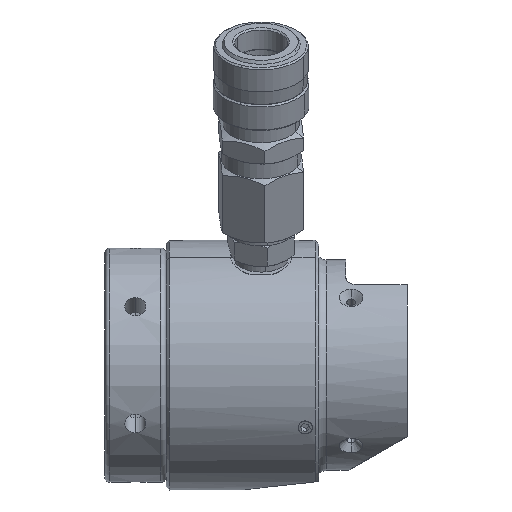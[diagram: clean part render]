
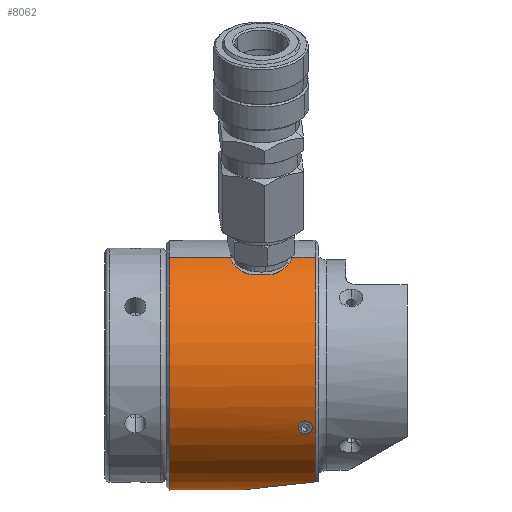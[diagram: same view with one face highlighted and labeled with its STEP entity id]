
A CAD part, left-side view. The second image highlights one B-rep face of the part: STEP entity #8062.
In plain terms, the highlighted cylindrical face has radius 36.75 mm (diameter 73.5 mm), a partial arc.
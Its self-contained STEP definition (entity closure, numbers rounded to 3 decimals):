
#842=CARTESIAN_POINT('',(0.,70.,0.));
#843=DIRECTION('',(0.,1.,0.));
#844=DIRECTION('',(0.5,0.,-0.866));
#845=AXIS2_PLACEMENT_3D('',#842,#843,#844);
#847=DIRECTION('',(0.,1.,0.));
#848=VECTOR('',#847,18.);
#849=CARTESIAN_POINT('',(-18.375,52.,31.826));
#850=LINE('',#849,#848);
#851=CARTESIAN_POINT('',(-25.249,45.915,26.703));
#852=CARTESIAN_POINT('',(-25.095,46.519,26.849));
#853=CARTESIAN_POINT('',(-24.698,47.651,27.219));
#854=CARTESIAN_POINT('',(-23.839,49.156,27.979));
#855=CARTESIAN_POINT('',(-22.728,50.4,28.893));
#856=CARTESIAN_POINT('',(-21.411,51.319,29.886));
#857=CARTESIAN_POINT('',(-19.939,51.877,30.888));
#858=CARTESIAN_POINT('',(-18.908,52.,31.519));
#859=CARTESIAN_POINT('',(-18.375,52.,31.826));
#861=DIRECTION('',(0.,1.,0.));
#862=VECTOR('',#861,5.831);
#863=CARTESIAN_POINT('',(-25.249,40.085,26.703));
#864=LINE('',#863,#862);
#865=CARTESIAN_POINT('',(-18.375,34.,31.826));
#866=CARTESIAN_POINT('',(-18.907,34.,31.519));
#867=CARTESIAN_POINT('',(-19.937,34.124,30.89));
#868=CARTESIAN_POINT('',(-21.412,34.68,29.885));
#869=CARTESIAN_POINT('',(-22.727,35.601,28.894));
#870=CARTESIAN_POINT('',(-23.828,36.829,27.989));
#871=CARTESIAN_POINT('',(-24.701,38.349,27.217));
#872=CARTESIAN_POINT('',(-25.095,39.481,26.849));
#873=CARTESIAN_POINT('',(-25.249,40.085,26.703));
#875=DIRECTION('',(0.,1.,0.));
#876=VECTOR('',#875,7.);
#877=CARTESIAN_POINT('',(-18.375,27.,31.826));
#878=LINE('',#877,#876);
#879=DIRECTION('',(0.,1.,0.));
#880=VECTOR('',#879,43.);
#881=CARTESIAN_POINT('',(18.375,27.,-31.826));
#882=LINE('',#881,#880);
#952=CARTESIAN_POINT('',(0.,27.,0.));
#953=DIRECTION('',(0.,-1.,0.));
#954=DIRECTION('',(-0.5,0.,0.866));
#955=AXIS2_PLACEMENT_3D('',#952,#953,#954);
#962=CARTESIAN_POINT('',(0.,27.,0.));
#963=DIRECTION('',(0.,-1.,0.));
#964=DIRECTION('',(0.355,0.,-0.935));
#965=AXIS2_PLACEMENT_3D('',#962,#963,#964);
#981=CARTESIAN_POINT('',(-13.037,27.,-34.36));
#982=CARTESIAN_POINT('',(-10.864,34.507,-35.184));
#983=CARTESIAN_POINT('',(-6.519,45.28,-36.367));
#984=CARTESIAN_POINT('',(0.,50.506,
-36.941));
#985=CARTESIAN_POINT('',(6.519,45.28,-36.367));
#986=CARTESIAN_POINT('',(10.864,34.507,-35.184));
#987=CARTESIAN_POINT('',(13.037,27.,-34.36));
#996=CARTESIAN_POINT('',(13.037,27.,-34.36));
#5787=CARTESIAN_POINT('',(-31.826,27.9,-18.375));
#5788=CARTESIAN_POINT('',(-31.703,27.9,-18.589));
#5789=CARTESIAN_POINT('',(-31.466,27.974,
-18.99));
#5790=CARTESIAN_POINT('',(-31.129,28.293,
-19.536));
#5791=CARTESIAN_POINT('',(-30.866,28.775,
-19.948));
#5792=CARTESIAN_POINT('',(-30.698,29.363,
-20.204));
#5793=CARTESIAN_POINT('',(-30.642,30.001,
-20.289));
#5794=CARTESIAN_POINT('',(-30.699,30.638,
-20.203));
#5795=CARTESIAN_POINT('',(-30.866,31.226,
-19.948));
#5796=CARTESIAN_POINT('',(-31.13,31.708,
-19.535));
#5797=CARTESIAN_POINT('',(-31.466,32.026,
-18.989));
#5798=CARTESIAN_POINT('',(-31.703,32.1,-18.589));
#5799=CARTESIAN_POINT('',(-31.826,32.1,-18.375));
#5878=CARTESIAN_POINT('',(-31.826,32.1,-18.375));
#5879=CARTESIAN_POINT('',(-31.95,32.1,-18.161));
#5880=CARTESIAN_POINT('',(-32.178,32.026,
-17.756));
#5881=CARTESIAN_POINT('',(-32.483,31.707,
-17.191));
#5882=CARTESIAN_POINT('',(-32.708,31.225,
-16.756));
#5883=CARTESIAN_POINT('',(-32.846,30.637,
-16.484));
#5884=CARTESIAN_POINT('',(-32.892,29.999,
-16.392));
#5885=CARTESIAN_POINT('',(-32.846,29.362,
-16.484));
#5886=CARTESIAN_POINT('',(-32.708,28.774,
-16.757));
#5887=CARTESIAN_POINT('',(-32.483,28.292,
-17.192));
#5888=CARTESIAN_POINT('',(-32.178,27.974,
-17.756));
#5889=CARTESIAN_POINT('',(-31.95,27.9,-18.161));
#5890=CARTESIAN_POINT('',(-31.826,27.9,-18.375));
#6395=CARTESIAN_POINT('',(18.375,70.,-31.826));
#6397=VERTEX_POINT('',#6395);
#6401=CARTESIAN_POINT('',(-18.375,27.,31.826));
#6402=CARTESIAN_POINT('',(-13.037,27.,-34.36));
#6403=VERTEX_POINT('',#6401);
#6404=VERTEX_POINT('',#6402);
#6413=CARTESIAN_POINT('',(-18.375,70.,31.826));
#6414=VERTEX_POINT('',#6413);
#6416=VERTEX_POINT('',#851);
#6417=VERTEX_POINT('',#859);
#6418=CARTESIAN_POINT('',(18.375,27.,-31.826));
#6419=VERTEX_POINT('',#6418);
#6426=VERTEX_POINT('',#996);
#6436=VERTEX_POINT('',#865);
#6437=VERTEX_POINT('',#873);
#6969=CARTESIAN_POINT('',(-31.826,27.9,-18.375));
#6970=CARTESIAN_POINT('',(-31.826,32.1,-18.375));
#6971=VERTEX_POINT('',#6969);
#6972=VERTEX_POINT('',#6970);
#8030=CARTESIAN_POINT('',(0.,26.,0.));
#8031=DIRECTION('',(0.,-1.,0.));
#8032=DIRECTION('',(0.5,0.,-0.866));
#8033=AXIS2_PLACEMENT_3D('',#8030,#8031,#8032);
#8034=CYLINDRICAL_SURFACE('',#8033,36.75);
#8036=ORIENTED_EDGE('',*,*,#8035,.F.);
#8038=ORIENTED_EDGE('',*,*,#8037,.F.);
#8040=ORIENTED_EDGE('',*,*,#8039,.F.);
#8042=ORIENTED_EDGE('',*,*,#8041,.F.);
#8044=ORIENTED_EDGE('',*,*,#8043,.F.);
#8046=ORIENTED_EDGE('',*,*,#8045,.T.);
#8048=ORIENTED_EDGE('',*,*,#8047,.T.);
#8050=ORIENTED_EDGE('',*,*,#8049,.T.);
#8052=ORIENTED_EDGE('',*,*,#8051,.T.);
#8053=ORIENTED_EDGE('',*,*,#8023,.T.);
#8054=EDGE_LOOP('',(#8036,#8038,#8040,#8042,#8044,#8046,#8048,#8050,#8052,
#8053));
#8055=FACE_OUTER_BOUND('',#8054,.F.);
#8057=ORIENTED_EDGE('',*,*,#8056,.F.);
#8059=ORIENTED_EDGE('',*,*,#8058,.F.);
#8060=EDGE_LOOP('',(#8057,#8059));
#8061=FACE_BOUND('',#8060,.F.);
#8062=ADVANCED_FACE('',(#8055,#8061),#8034,.T.);
#846=CIRCLE('',#845,36.75);
#860=B_SPLINE_CURVE_WITH_KNOTS('',3,(#851,#852,#853,#854,#855,#856,#857,#858,
#859),.UNSPECIFIED.,.F.,.F.,(4,1,1,1,1,1,4),(0.,0.167,
0.333,0.5,0.667,0.833,1.),
.UNSPECIFIED.);
#874=B_SPLINE_CURVE_WITH_KNOTS('',3,(#865,#866,#867,#868,#869,#870,#871,#872,
#873),.UNSPECIFIED.,.F.,.F.,(4,1,1,1,1,1,4),(0.,0.167,
0.333,0.5,0.667,0.833,1.),
.UNSPECIFIED.);
#956=CIRCLE('',#955,36.75);
#966=CIRCLE('',#965,36.75);
#988=B_SPLINE_CURVE_WITH_KNOTS('',3,(#981,#982,#983,#984,#985,#986,#987),
.UNSPECIFIED.,.F.,.F.,(4,1,1,1,4),(0.,0.25,0.5,0.75,1.),
.UNSPECIFIED.);
#5800=B_SPLINE_CURVE_WITH_KNOTS('',3,(#5787,#5788,#5789,#5790,#5791,#5792,#5793,
#5794,#5795,#5796,#5797,#5798,#5799),.UNSPECIFIED.,.F.,.F.,(4,1,1,1,1,1,1,1,1,1,
4),(0.,0.1,0.2,0.3,0.4,0.5,0.6,0.7,0.8,0.9,1.),
.UNSPECIFIED.);
#5891=B_SPLINE_CURVE_WITH_KNOTS('',3,(#5878,#5879,#5880,#5881,#5882,#5883,#5884,
#5885,#5886,#5887,#5888,#5889,#5890),.UNSPECIFIED.,.F.,.F.,(4,1,1,1,1,1,1,1,1,1,
4),(0.,0.1,0.2,0.3,0.4,0.5,0.6,0.7,0.8,0.9,1.),
.UNSPECIFIED.);
#8023=EDGE_CURVE('',#6397,#6414,#846,.T.);
#8035=EDGE_CURVE('',#6417,#6414,#850,.T.);
#8037=EDGE_CURVE('',#6416,#6417,#860,.T.);
#8039=EDGE_CURVE('',#6437,#6416,#864,.T.);
#8041=EDGE_CURVE('',#6436,#6437,#874,.T.);
#8043=EDGE_CURVE('',#6403,#6436,#878,.T.);
#8045=EDGE_CURVE('',#6403,#6404,#956,.T.);
#8047=EDGE_CURVE('',#6404,#6426,#988,.T.);
#8049=EDGE_CURVE('',#6426,#6419,#966,.T.);
#8051=EDGE_CURVE('',#6419,#6397,#882,.T.);
#8056=EDGE_CURVE('',#6971,#6972,#5800,.T.);
#8058=EDGE_CURVE('',#6972,#6971,#5891,.T.);
